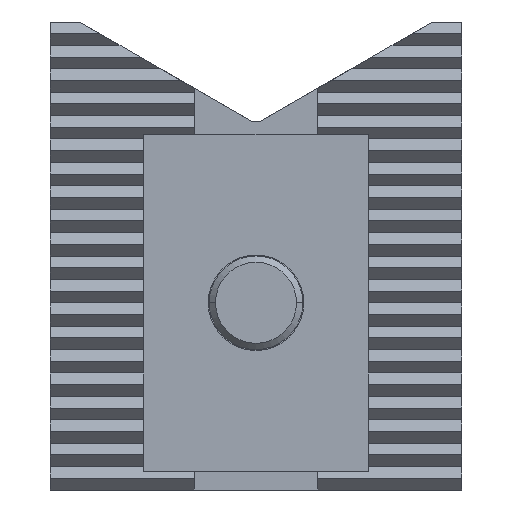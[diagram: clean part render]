
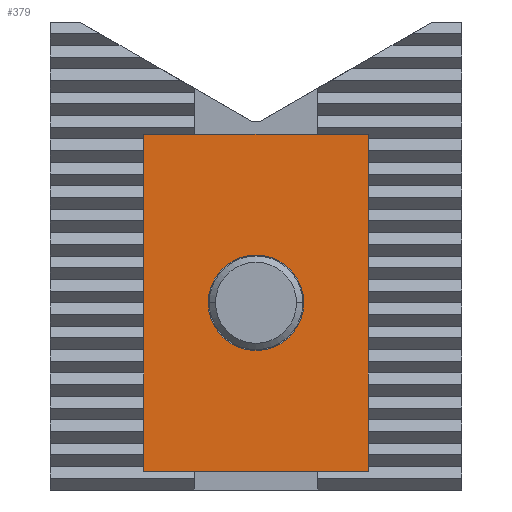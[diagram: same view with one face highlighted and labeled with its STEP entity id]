
A CAD part, front view. The second image highlights one B-rep face of the part: STEP entity #379.
In plain terms, the highlighted planar face has unit normal (0, -1, 0).
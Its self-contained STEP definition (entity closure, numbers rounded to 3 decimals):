
#379=ADVANCED_FACE('',(#767,#768),#769,.F.);
#767=FACE_BOUND('',#1174,.T.);
#768=FACE_OUTER_BOUND('',#1175,.T.);
#769=PLANE('',#1176);
#1174=EDGE_LOOP('',(#2270,#2271));
#1175=EDGE_LOOP('',(#2272,#2273,#2274,#2275));
#1176=AXIS2_PLACEMENT_3D('',#2276,#2277,#2278);
#2270=ORIENTED_EDGE('',*,*,#2842,.T.);
#2271=ORIENTED_EDGE('',*,*,#2840,.T.);
#2272=ORIENTED_EDGE('',*,*,#2869,.F.);
#2273=ORIENTED_EDGE('',*,*,#2872,.F.);
#2274=ORIENTED_EDGE('',*,*,#2861,.F.);
#2275=ORIENTED_EDGE('',*,*,#2873,.T.);
#2276=CARTESIAN_POINT('',(0.0,-21.0,0.0));
#2277=DIRECTION('',(0.0,1.0,0.0));
#2278=DIRECTION('',(0.0,0.0,1.0));
#2840=EDGE_CURVE('',#3506,#3510,#3512,.T.);
#2842=EDGE_CURVE('',#3510,#3506,#3514,.T.);
#2861=EDGE_CURVE('',#3542,#3544,#3545,.T.);
#2869=EDGE_CURVE('',#3554,#3556,#3557,.T.);
#2872=EDGE_CURVE('',#3544,#3554,#3560,.T.);
#2873=EDGE_CURVE('',#3542,#3556,#3561,.T.);
#3506=VERTEX_POINT('',#4495);
#3510=VERTEX_POINT('',#4500);
#3512=CIRCLE('',#4503,5.1);
#3514=CIRCLE('',#4505,5.1);
#3542=VERTEX_POINT('',#4545);
#3544=VERTEX_POINT('',#4548);
#3545=LINE('',#4549,#4550);
#3554=VERTEX_POINT('',#4563);
#3556=VERTEX_POINT('',#4566);
#3557=LINE('',#4567,#4568);
#3560=LINE('',#4572,#4573);
#3561=LINE('',#4574,#4575);
#4495=CARTESIAN_POINT('',(5.1,-21.0,0.));
#4500=CARTESIAN_POINT('',(-5.1,-21.0,0.0));
#4503=AXIS2_PLACEMENT_3D('',#4994,#4995,#4996);
#4505=AXIS2_PLACEMENT_3D('',#4997,#4998,#4999);
#4545=CARTESIAN_POINT('',(-12.0,-21.0,18.0));
#4548=CARTESIAN_POINT('',(12.0,-21.0,18.0));
#4549=CARTESIAN_POINT('',(0.0,-21.0,18.0));
#4550=VECTOR('',#5016,1.0);
#4563=CARTESIAN_POINT('',(12.0,-21.0,-18.0));
#4566=CARTESIAN_POINT('',(-12.0,-21.0,-18.0));
#4567=CARTESIAN_POINT('',(0.0,-21.0,-18.0));
#4568=VECTOR('',#5022,1.0);
#4572=CARTESIAN_POINT('',(12.0,-21.0,0.0));
#4573=VECTOR('',#5024,1.0);
#4574=CARTESIAN_POINT('',(-12.0,-21.0,0.0));
#4575=VECTOR('',#5025,1.0);
#4994=CARTESIAN_POINT('',(0.0,-21.0,0.0));
#4995=DIRECTION('',(-0.0,1.0,0.0));
#4996=DIRECTION('',(1.0,0.0,0.0));
#4997=CARTESIAN_POINT('',(0.0,-21.0,0.0));
#4998=DIRECTION('',(-0.0,1.0,0.0));
#4999=DIRECTION('',(1.0,0.0,0.0));
#5016=DIRECTION('',(1.0,0.0,0.0));
#5022=DIRECTION('',(-1.0,0.0,0.0));
#5024=DIRECTION('',(0.0,0.0,-1.0));
#5025=DIRECTION('',(0.0,0.0,-1.0));
